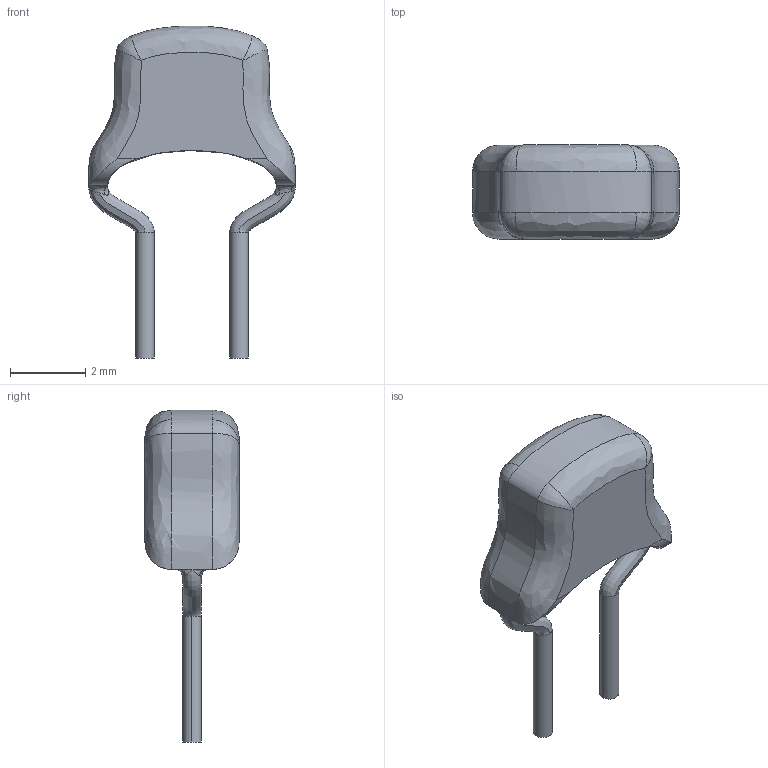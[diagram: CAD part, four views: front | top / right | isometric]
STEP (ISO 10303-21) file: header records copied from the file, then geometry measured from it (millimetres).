
FILE_DESCRIPTION(('FreeCAD Model'),'2;1');
FILE_NAME('cap_cer_FK18X5R1E474K.step', '2017-01-30T23:44:49',('Author'),(''), 'Open CASCADE STEP processor 6.8','FreeCAD','Unknown');
FILE_SCHEMA(('AUTOMOTIVE_DESIGN_CC2 { 1 2 10303 214 -1 1 5 4 }'));
Length unit declared in the file: millimetre
Products named in the file (2): ASSEMBLY; cap_cer_FK18X5R1E474K
Assembly tree (1 placements, depth 2):
  ASSEMBLY
    cap_cer_FK18X5R1E474K
Bounding box: 5.5 x 2.5 x 8.83 mm (x, y, z)
Volume: 38 mm3; surface area: 83.6 mm2
Topology: 1 solids, 1 shells, 46 faces, 120 edges, 64 vertices
Faces by surface type: bspline 30, cylinder 8, plane 8
Entity records: 12338 total; most frequent: CARTESIAN_POINT 10365, B_SPLINE_CURVE_WITH_KNOTS 242, ORIENTED_EDGE 216, PCURVE 216, DEFINITIONAL_REPRESENTATION 216, DIRECTION 128, EDGE_CURVE 108, SURFACE_CURVE 108
